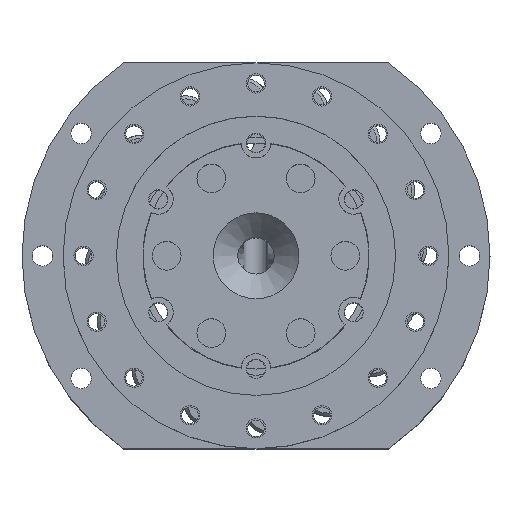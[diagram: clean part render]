
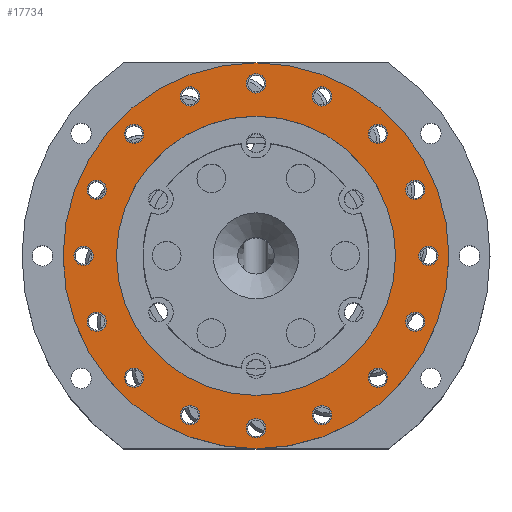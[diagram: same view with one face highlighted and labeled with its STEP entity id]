
A CAD part, top view. The second image highlights one B-rep face of the part: STEP entity #17734.
In plain terms, the highlighted planar face has unit normal (0, 0, 1).
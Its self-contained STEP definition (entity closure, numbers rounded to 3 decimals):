
#590=FACE_BOUND('',#2646,.T.);
#591=FACE_BOUND('',#2647,.T.);
#592=FACE_BOUND('',#2648,.T.);
#593=FACE_BOUND('',#2649,.T.);
#594=FACE_BOUND('',#2650,.T.);
#595=FACE_BOUND('',#2651,.T.);
#596=FACE_BOUND('',#2652,.T.);
#597=FACE_BOUND('',#2653,.T.);
#598=FACE_BOUND('',#2654,.T.);
#599=FACE_BOUND('',#2655,.T.);
#600=FACE_BOUND('',#2656,.T.);
#601=FACE_BOUND('',#2657,.T.);
#602=FACE_BOUND('',#2658,.T.);
#603=FACE_BOUND('',#2659,.T.);
#604=FACE_BOUND('',#2660,.T.);
#605=FACE_BOUND('',#2661,.T.);
#606=FACE_BOUND('',#2662,.T.);
#849=PLANE('',#19433);
#1358=FACE_OUTER_BOUND('',#2645,.T.);
#2645=EDGE_LOOP('',(#12856));
#2646=EDGE_LOOP('',(#12857));
#2647=EDGE_LOOP('',(#12858));
#2648=EDGE_LOOP('',(#12859));
#2649=EDGE_LOOP('',(#12860));
#2650=EDGE_LOOP('',(#12861));
#2651=EDGE_LOOP('',(#12862));
#2652=EDGE_LOOP('',(#12863));
#2653=EDGE_LOOP('',(#12864));
#2654=EDGE_LOOP('',(#12865));
#2655=EDGE_LOOP('',(#12866));
#2656=EDGE_LOOP('',(#12867));
#2657=EDGE_LOOP('',(#12868));
#2658=EDGE_LOOP('',(#12869));
#2659=EDGE_LOOP('',(#12870));
#2660=EDGE_LOOP('',(#12871));
#2661=EDGE_LOOP('',(#12872));
#2662=EDGE_LOOP('',(#12873));
#5929=CIRCLE('',#19346,2.35);
#5931=CIRCLE('',#19349,2.35);
#5933=CIRCLE('',#19352,2.35);
#5935=CIRCLE('',#19355,2.35);
#5937=CIRCLE('',#19358,2.35);
#5939=CIRCLE('',#19361,2.35);
#5941=CIRCLE('',#19364,2.35);
#5943=CIRCLE('',#19367,2.35);
#5945=CIRCLE('',#19370,2.35);
#5947=CIRCLE('',#19373,2.35);
#5949=CIRCLE('',#19376,2.35);
#5951=CIRCLE('',#19379,2.35);
#5953=CIRCLE('',#19382,2.35);
#5955=CIRCLE('',#19385,2.35);
#5957=CIRCLE('',#19388,2.35);
#5959=CIRCLE('',#19391,2.35);
#5982=CIRCLE('',#19429,34.);
#5984=CIRCLE('',#19432,47.);
#7443=VERTEX_POINT('',#36635);
#7445=VERTEX_POINT('',#36641);
#7447=VERTEX_POINT('',#36647);
#7449=VERTEX_POINT('',#36653);
#7451=VERTEX_POINT('',#36659);
#7453=VERTEX_POINT('',#36665);
#7455=VERTEX_POINT('',#36671);
#7457=VERTEX_POINT('',#36677);
#7459=VERTEX_POINT('',#36683);
#7461=VERTEX_POINT('',#36689);
#7463=VERTEX_POINT('',#36695);
#7465=VERTEX_POINT('',#36701);
#7467=VERTEX_POINT('',#36707);
#7469=VERTEX_POINT('',#36713);
#7471=VERTEX_POINT('',#36719);
#7473=VERTEX_POINT('',#36725);
#7500=VERTEX_POINT('',#36808);
#7502=VERTEX_POINT('',#36814);
#9402=EDGE_CURVE('',#7443,#7443,#5929,.T.);
#9405=EDGE_CURVE('',#7445,#7445,#5931,.T.);
#9408=EDGE_CURVE('',#7447,#7447,#5933,.T.);
#9411=EDGE_CURVE('',#7449,#7449,#5935,.T.);
#9414=EDGE_CURVE('',#7451,#7451,#5937,.T.);
#9417=EDGE_CURVE('',#7453,#7453,#5939,.T.);
#9420=EDGE_CURVE('',#7455,#7455,#5941,.T.);
#9423=EDGE_CURVE('',#7457,#7457,#5943,.T.);
#9426=EDGE_CURVE('',#7459,#7459,#5945,.T.);
#9429=EDGE_CURVE('',#7461,#7461,#5947,.T.);
#9432=EDGE_CURVE('',#7463,#7463,#5949,.T.);
#9435=EDGE_CURVE('',#7465,#7465,#5951,.T.);
#9438=EDGE_CURVE('',#7467,#7467,#5953,.T.);
#9441=EDGE_CURVE('',#7469,#7469,#5955,.T.);
#9444=EDGE_CURVE('',#7471,#7471,#5957,.T.);
#9447=EDGE_CURVE('',#7473,#7473,#5959,.T.);
#9488=EDGE_CURVE('',#7500,#7500,#5982,.T.);
#9491=EDGE_CURVE('',#7502,#7502,#5984,.T.);
#12856=ORIENTED_EDGE('',*,*,#9491,.T.);
#12857=ORIENTED_EDGE('',*,*,#9402,.T.);
#12858=ORIENTED_EDGE('',*,*,#9405,.T.);
#12859=ORIENTED_EDGE('',*,*,#9408,.T.);
#12860=ORIENTED_EDGE('',*,*,#9411,.T.);
#12861=ORIENTED_EDGE('',*,*,#9414,.T.);
#12862=ORIENTED_EDGE('',*,*,#9417,.T.);
#12863=ORIENTED_EDGE('',*,*,#9420,.T.);
#12864=ORIENTED_EDGE('',*,*,#9423,.T.);
#12865=ORIENTED_EDGE('',*,*,#9426,.T.);
#12866=ORIENTED_EDGE('',*,*,#9429,.T.);
#12867=ORIENTED_EDGE('',*,*,#9432,.T.);
#12868=ORIENTED_EDGE('',*,*,#9435,.T.);
#12869=ORIENTED_EDGE('',*,*,#9438,.T.);
#12870=ORIENTED_EDGE('',*,*,#9441,.T.);
#12871=ORIENTED_EDGE('',*,*,#9444,.T.);
#12872=ORIENTED_EDGE('',*,*,#9447,.T.);
#12873=ORIENTED_EDGE('',*,*,#9488,.T.);
#17734=ADVANCED_FACE('',(#1358,#590,#591,#592,#593,#594,#595,#596,#597,
#598,#599,#600,#601,#602,#603,#604,#605,#606),#849,.T.);
#19346=AXIS2_PLACEMENT_3D('',#36636,#22919,#22920);
#19349=AXIS2_PLACEMENT_3D('',#36642,#22926,#22927);
#19352=AXIS2_PLACEMENT_3D('',#36648,#22933,#22934);
#19355=AXIS2_PLACEMENT_3D('',#36654,#22940,#22941);
#19358=AXIS2_PLACEMENT_3D('',#36660,#22947,#22948);
#19361=AXIS2_PLACEMENT_3D('',#36666,#22954,#22955);
#19364=AXIS2_PLACEMENT_3D('',#36672,#22961,#22962);
#19367=AXIS2_PLACEMENT_3D('',#36678,#22968,#22969);
#19370=AXIS2_PLACEMENT_3D('',#36684,#22975,#22976);
#19373=AXIS2_PLACEMENT_3D('',#36690,#22982,#22983);
#19376=AXIS2_PLACEMENT_3D('',#36696,#22989,#22990);
#19379=AXIS2_PLACEMENT_3D('',#36702,#22996,#22997);
#19382=AXIS2_PLACEMENT_3D('',#36708,#23003,#23004);
#19385=AXIS2_PLACEMENT_3D('',#36714,#23010,#23011);
#19388=AXIS2_PLACEMENT_3D('',#36720,#23017,#23018);
#19391=AXIS2_PLACEMENT_3D('',#36726,#23024,#23025);
#19429=AXIS2_PLACEMENT_3D('',#36809,#23118,#23119);
#19432=AXIS2_PLACEMENT_3D('',#36815,#23125,#23126);
#19433=AXIS2_PLACEMENT_3D('',#36817,#23128,#23129);
#22919=DIRECTION('center_axis',(0.,0.,-1.));
#22920=DIRECTION('ref_axis',(-1.,0.,0.));
#22926=DIRECTION('center_axis',(0.,0.,-1.));
#22927=DIRECTION('ref_axis',(-1.,0.,0.));
#22933=DIRECTION('center_axis',(0.,0.,-1.));
#22934=DIRECTION('ref_axis',(-1.,0.,0.));
#22940=DIRECTION('center_axis',(0.,0.,-1.));
#22941=DIRECTION('ref_axis',(-1.,0.,0.));
#22947=DIRECTION('center_axis',(0.,0.,-1.));
#22948=DIRECTION('ref_axis',(-1.,0.,0.));
#22954=DIRECTION('center_axis',(0.,0.,-1.));
#22955=DIRECTION('ref_axis',(-1.,0.,0.));
#22961=DIRECTION('center_axis',(0.,0.,-1.));
#22962=DIRECTION('ref_axis',(-1.,0.,0.));
#22968=DIRECTION('center_axis',(0.,0.,-1.));
#22969=DIRECTION('ref_axis',(-1.,0.,0.));
#22975=DIRECTION('center_axis',(0.,0.,-1.));
#22976=DIRECTION('ref_axis',(-1.,0.,0.));
#22982=DIRECTION('center_axis',(0.,0.,-1.));
#22983=DIRECTION('ref_axis',(-1.,0.,0.));
#22989=DIRECTION('center_axis',(0.,0.,-1.));
#22990=DIRECTION('ref_axis',(-1.,0.,0.));
#22996=DIRECTION('center_axis',(0.,0.,-1.));
#22997=DIRECTION('ref_axis',(-1.,0.,0.));
#23003=DIRECTION('center_axis',(0.,0.,-1.));
#23004=DIRECTION('ref_axis',(-1.,0.,0.));
#23010=DIRECTION('center_axis',(0.,0.,-1.));
#23011=DIRECTION('ref_axis',(-1.,0.,0.));
#23017=DIRECTION('center_axis',(0.,0.,-1.));
#23018=DIRECTION('ref_axis',(-1.,0.,0.));
#23024=DIRECTION('center_axis',(0.,0.,-1.));
#23025=DIRECTION('ref_axis',(-1.,0.,0.));
#23118=DIRECTION('center_axis',(0.,0.,-1.));
#23119=DIRECTION('ref_axis',(-1.,0.,0.));
#23125=DIRECTION('center_axis',(0.,0.,1.));
#23126=DIRECTION('ref_axis',(-1.,0.,0.));
#23128=DIRECTION('center_axis',(0.,0.,1.));
#23129=DIRECTION('ref_axis',(-1.,0.,0.));
#36635=CARTESIAN_POINT('',(-36.453,16.073,35.));
#36636=CARTESIAN_POINT('Origin',(-38.803,16.073,35.));
#36641=CARTESIAN_POINT('',(-13.723,-38.803,35.));
#36642=CARTESIAN_POINT('Origin',(-16.073,-38.803,35.));
#36647=CARTESIAN_POINT('',(41.153,-16.073,35.));
#36648=CARTESIAN_POINT('Origin',(38.803,-16.073,35.));
#36653=CARTESIAN_POINT('',(18.423,38.803,35.));
#36654=CARTESIAN_POINT('Origin',(16.073,38.803,35.));
#36659=CARTESIAN_POINT('',(32.048,29.698,35.));
#36660=CARTESIAN_POINT('Origin',(29.698,29.698,35.));
#36665=CARTESIAN_POINT('',(32.048,-29.698,35.));
#36666=CARTESIAN_POINT('Origin',(29.698,-29.698,35.));
#36671=CARTESIAN_POINT('',(-27.348,-29.698,35.));
#36672=CARTESIAN_POINT('Origin',(-29.698,-29.698,35.));
#36677=CARTESIAN_POINT('',(-27.348,29.698,35.));
#36678=CARTESIAN_POINT('Origin',(-29.698,29.698,35.));
#36683=CARTESIAN_POINT('',(-39.65,0.,35.));
#36684=CARTESIAN_POINT('Origin',(-42.,0.,35.));
#36689=CARTESIAN_POINT('',(2.35,-42.,35.));
#36690=CARTESIAN_POINT('Origin',(0.,-42.,35.));
#36695=CARTESIAN_POINT('',(44.35,0.,35.));
#36696=CARTESIAN_POINT('Origin',(42.,0.,35.));
#36701=CARTESIAN_POINT('',(2.35,42.,35.));
#36702=CARTESIAN_POINT('Origin',(0.,42.,35.));
#36707=CARTESIAN_POINT('',(41.153,16.073,35.));
#36708=CARTESIAN_POINT('Origin',(38.803,16.073,35.));
#36713=CARTESIAN_POINT('',(18.423,-38.803,35.));
#36714=CARTESIAN_POINT('Origin',(16.073,-38.803,35.));
#36719=CARTESIAN_POINT('',(-36.453,-16.073,35.));
#36720=CARTESIAN_POINT('Origin',(-38.803,-16.073,35.));
#36725=CARTESIAN_POINT('',(-13.723,38.803,35.));
#36726=CARTESIAN_POINT('Origin',(-16.073,38.803,35.));
#36808=CARTESIAN_POINT('',(34.,0.,35.));
#36809=CARTESIAN_POINT('Origin',(0.,0.,35.));
#36814=CARTESIAN_POINT('',(47.,0.,35.));
#36815=CARTESIAN_POINT('Origin',(0.,0.,35.));
#36817=CARTESIAN_POINT('Origin',(0.,0.,35.));
